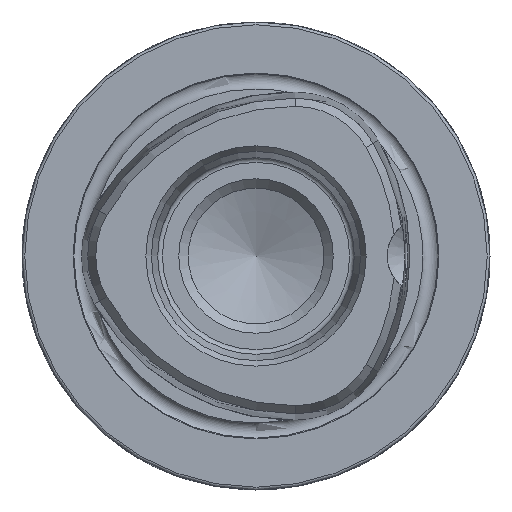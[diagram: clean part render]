
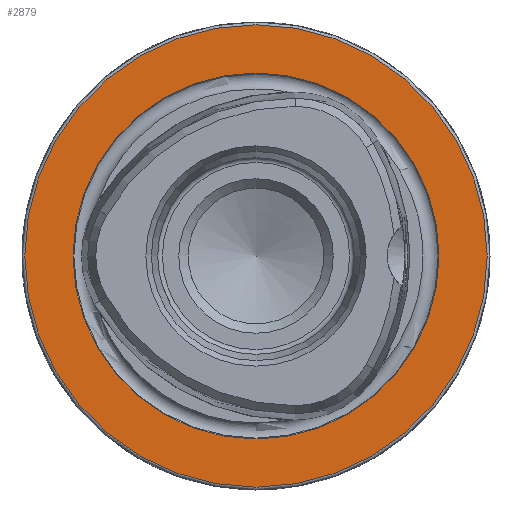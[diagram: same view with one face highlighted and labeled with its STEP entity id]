
A CAD part, left-side view. The second image highlights one B-rep face of the part: STEP entity #2879.
In plain terms, the highlighted planar face has unit normal (-1, 0, 0).
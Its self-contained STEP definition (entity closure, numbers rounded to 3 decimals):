
#227 = EDGE_CURVE ( 'NONE', #6254, #6254, #5877, .T. ) ;
#559 = AXIS2_PLACEMENT_3D ( 'NONE', #4147, #6279, #4192 ) ;
#839 = EDGE_LOOP ( 'NONE', ( #1621 ) ) ;
#856 = CARTESIAN_POINT ( 'NONE',  ( 0., 0., 24.7 ) ) ;
#886 = FACE_BOUND ( 'NONE', #1889, .T. ) ;
#1129 = FACE_OUTER_BOUND ( 'NONE', #839, .T. ) ;
#1165 = DIRECTION ( 'NONE',  ( 0., 0., -1. ) ) ;
#1621 = ORIENTED_EDGE ( 'NONE', *, *, #6568, .T. ) ;
#1642 = CIRCLE ( 'NONE', #6149, 24.7 ) ;
#1889 = EDGE_LOOP ( 'NONE', ( #2163 ) ) ;
#1954 = DIRECTION ( 'NONE',  ( 0., 0., 1. ) ) ;
#2163 = ORIENTED_EDGE ( 'NONE', *, *, #227, .F. ) ;
#2879 = ADVANCED_FACE ( 'NONE', ( #886, #1129 ), #5498, .F. ) ;
#3200 = VERTEX_POINT ( 'NONE', #856 ) ;
#3321 = AXIS2_PLACEMENT_3D ( 'NONE', #5475, #5431, #1165 ) ;
#4069 = CARTESIAN_POINT ( 'NONE',  ( 0., 0., 19.55 ) ) ;
#4147 = CARTESIAN_POINT ( 'NONE',  ( 0., 0., 0. ) ) ;
#4192 = DIRECTION ( 'NONE',  ( 0., 0., 1. ) ) ;
#5190 = CARTESIAN_POINT ( 'NONE',  ( 0., 0., 0. ) ) ;
#5431 = DIRECTION ( 'NONE',  ( 1., 0., 0. ) ) ;
#5475 = CARTESIAN_POINT ( 'NONE',  ( 0., 19.55, 0. ) ) ;
#5498 = PLANE ( 'NONE',  #3321 ) ;
#5877 = CIRCLE ( 'NONE', #559, 19.55 ) ;
#6149 = AXIS2_PLACEMENT_3D ( 'NONE', #5190, #6183, #1954 ) ;
#6183 = DIRECTION ( 'NONE',  ( -1., 0., 0. ) ) ;
#6254 = VERTEX_POINT ( 'NONE', #4069 ) ;
#6279 = DIRECTION ( 'NONE',  ( -1., 0., 0. ) ) ;
#6568 = EDGE_CURVE ( 'NONE', #3200, #3200, #1642, .T. ) ;
